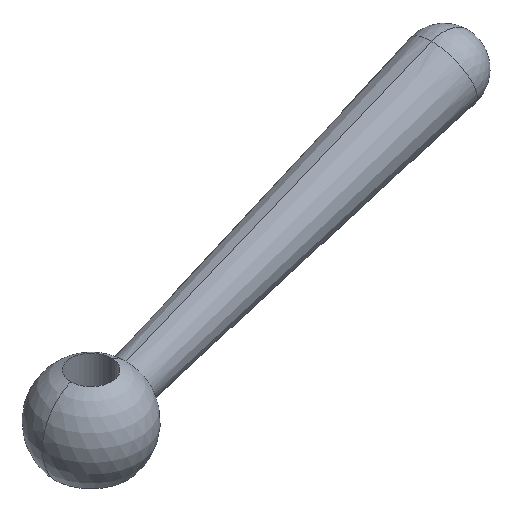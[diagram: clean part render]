
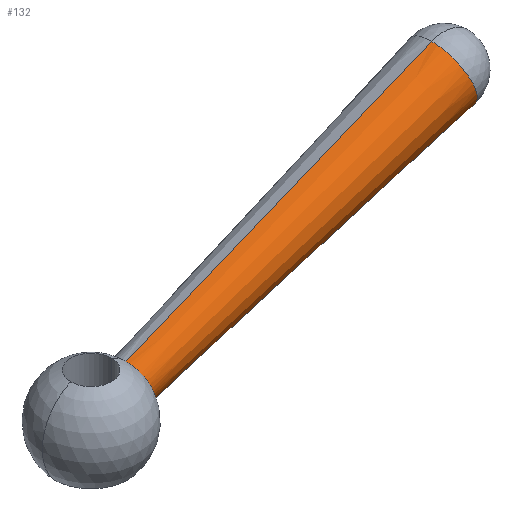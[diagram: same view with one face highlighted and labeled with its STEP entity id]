
A CAD part, isometric view. The second image highlights one B-rep face of the part: STEP entity #132.
In plain terms, the highlighted conical face has half-angle 2.123 degrees and reference radius 3.249 mm.
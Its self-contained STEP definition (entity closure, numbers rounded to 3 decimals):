
#84=EDGE_CURVE('',#142,#134,#200,.T.);
#98=EDGE_CURVE('',#102,#150,#214,.T.);
#102=VERTEX_POINT('',#218);
#106=EDGE_CURVE('',#134,#102,#222,.T.);
#132=ADVANCED_FACE('',(#253),#254,.T.);
#134=VERTEX_POINT('',#256);
#142=VERTEX_POINT('',#264);
#150=VERTEX_POINT('',#273);
#162=EDGE_CURVE('',#150,#142,#286,.T.);
#200=CIRCLE('',#317,2.5);
#214=CIRCLE('',#337,3.997);
#218=CARTESIAN_POINT('',(41.72,0.,23.438));
#222=LINE('',#346,#347);
#253=FACE_OUTER_BOUND('',#384,.T.);
#254=CONICAL_SURFACE('',#385,3.249,0.037);
#256=CARTESIAN_POINT('',(4.27,0.,8.215));
#264=CARTESIAN_POINT('',(5.98,0.,3.516));
#273=CARTESIAN_POINT('',(44.454,0.,15.926));
#286=LINE('',#425,#426);
#317=AXIS2_PLACEMENT_3D('',#472,#473,#474);
#337=AXIS2_PLACEMENT_3D('',#490,#491,#492);
#346=CARTESIAN_POINT('',(22.995,0.,15.827));
#347=VECTOR('',#493,1.0);
#384=EDGE_LOOP('',(#537,#538,#539,#540));
#385=AXIS2_PLACEMENT_3D('',#541,#542,#543);
#425=CARTESIAN_POINT('',(25.217,0.,9.721));
#426=VECTOR('',#575,1.0);
#472=CARTESIAN_POINT('',(5.125,0.,5.865));
#473=DIRECTION('',(-0.94,0.,-0.342));
#474=DIRECTION('',(0.342,0.,-0.94));
#490=CARTESIAN_POINT('',(43.087,0.,19.682));
#491=DIRECTION('',(0.94,0.,0.342));
#492=DIRECTION('',(-0.342,0.,0.94));
#493=DIRECTION('',(0.926,0.,0.377));
#537=ORIENTED_EDGE('',*,*,#106,.F.);
#538=ORIENTED_EDGE('',*,*,#84,.F.);
#539=ORIENTED_EDGE('',*,*,#162,.F.);
#540=ORIENTED_EDGE('',*,*,#98,.F.);
#541=CARTESIAN_POINT('',(24.106,0.,12.774));
#542=DIRECTION('',(0.94,0.,0.342));
#543=DIRECTION('',(-0.342,0.,0.94));
#575=DIRECTION('',(-0.952,0.,-0.307));
